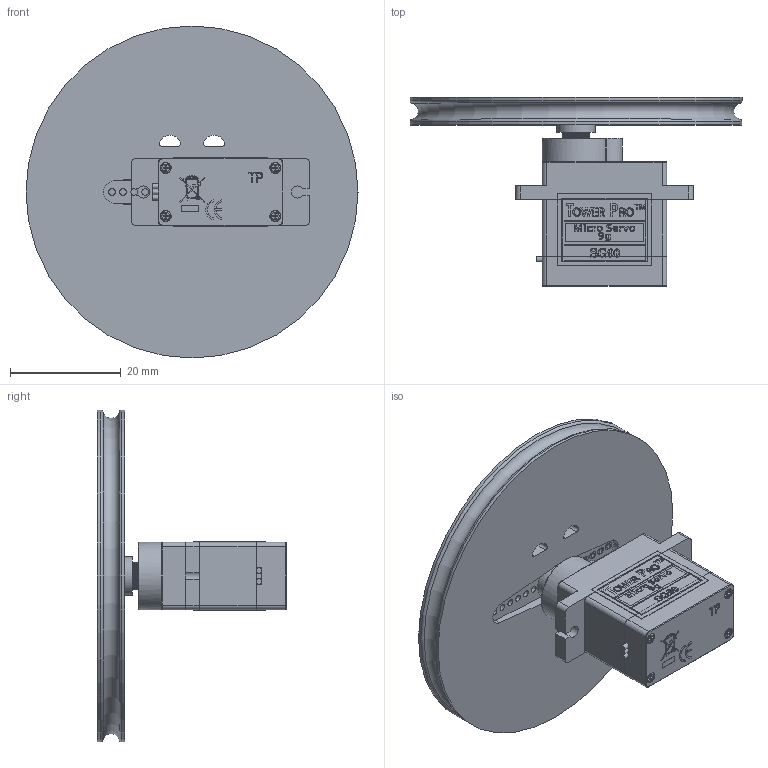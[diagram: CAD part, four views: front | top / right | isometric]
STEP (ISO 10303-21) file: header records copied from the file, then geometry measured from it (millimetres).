
FILE_DESCRIPTION(/* description */ (''),/* implementation_level */ '2;1');
FILE_NAME(/* name */ 'SG90 - Micro Servo 9g - Tower Pro with Ghost Wheels.step',/* time_stamp */ '2024-04-16T21:59:35+10:00',/* author */ (''),/* organization */ (''),/* preprocessor_version */ 'ST-DEVELOPER v20',/* originating_system */ 'Autodesk Translation Framework v12.20.1.177',/* authorisation */ '');
FILE_SCHEMA (('AUTOMOTIVE_DESIGN { 1 0 10303 214 3 1 1 }'));
Products named in the file (7): SG90 - Micro Servo 9g - Tower Pro; SG90 - Micro Servo 9g - Tower Pro.1_Pea; SG90 - Micro Servo 9g - Tower Pro.2_Pea; SG90 - Micro Servo 9g - Tower Pro.3_Pea; SG90 - Micro Servo 9g - Tower Pro.4_Pea; SG90 - Micro Servo 9g - Tower Pro.6_BS EN ISO 7045 - M2 x 4 - Z - 4S; base-wheel
Assembly tree (6 placements, depth 2):
  SG90 - Micro Servo 9g - Tower Pro
    SG90 - Micro Servo 9g - Tower Pro.1_Pea
    SG90 - Micro Servo 9g - Tower Pro.2_Pea
    SG90 - Micro Servo 9g - Tower Pro.3_Pea
    SG90 - Micro Servo 9g - Tower Pro.4_Pea
    SG90 - Micro Servo 9g - Tower Pro.6_BS EN ISO 7045 - M2 x 4 - Z - 4S
    base-wheel
Bounding box: 60 x 34.25 x 60 mm (x, y, z)
Volume: 19856 mm3; surface area: 13776 mm2
Topology: 18 solids, 18 shells, 1345 faces, 4263 edges, 3073 vertices
Faces by surface type: plane 858, cylinder 391, torus 43, cone 27, bspline 23, sphere 3
Full cylindrical faces by diameter (mm): 0.2 x1, 0.5 x1, 1 x3, 1.2 x35, 1.6 x2, 1.8 x4, 2 x13, 2.1 x3, 3.1 x1, 4.6 x3, 5 x1, 6.9 x3, 60 x2
Entity records: 55217 total; most frequent: CARTESIAN_POINT 16630, ORIENTED_EDGE 8520, DIRECTION 7289, EDGE_CURVE 4260, VERTEX_POINT 3073, LINE 2701, VECTOR 2701, AXIS2_PLACEMENT_3D 2294
